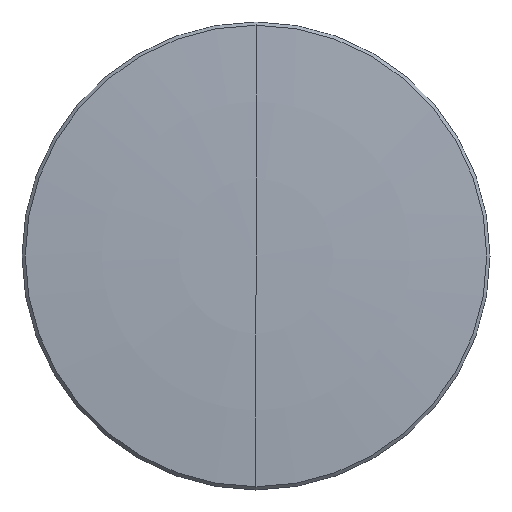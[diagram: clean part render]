
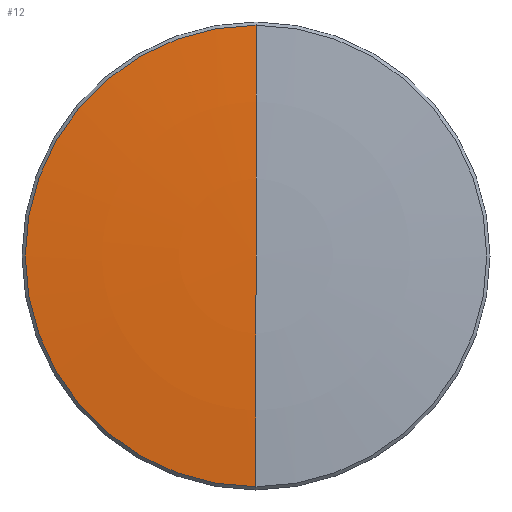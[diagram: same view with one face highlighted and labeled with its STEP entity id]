
A CAD part, left-side view. The second image highlights one B-rep face of the part: STEP entity #12.
In plain terms, the highlighted toroidal (fillet/blend) face has major radius 0.966 mm and minor radius 150 mm.
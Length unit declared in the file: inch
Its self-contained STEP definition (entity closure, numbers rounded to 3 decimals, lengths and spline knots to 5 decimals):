
#12 = ADVANCED_FACE ( 'NONE', ( #75 ), #109, .T. ) ;
#15 = EDGE_CURVE ( 'NONE', #244, #151, #293, .T. ) ;
#31 = DIRECTION ( 'NONE',  ( 0., 0., 1. ) ) ;
#38 = DIRECTION ( 'NONE',  ( 0., 0., -1. ) ) ;
#39 = EDGE_CURVE ( 'NONE', #253, #151, #288, .T. ) ;
#40 = CARTESIAN_POINT ( 'NONE',  ( -0.05146, 0., 0.49304 ) ) ;
#75 = FACE_OUTER_BOUND ( 'NONE', #205, .T. ) ;
#93 = CARTESIAN_POINT ( 'NONE',  ( -0.0689, 0., 0. ) ) ;
#102 = ORIENTED_EDGE ( 'NONE', *, *, #39, .T. ) ;
#109 = TOROIDAL_SURFACE ( 'NONE', #173, 0.03802, 5.90551 ) ;
#112 = ORIENTED_EDGE ( 'NONE', *, *, #285, .T. ) ;
#120 = AXIS2_PLACEMENT_3D ( 'NONE', #138, #170, #268 ) ;
#132 = CARTESIAN_POINT ( 'NONE',  ( -0.05146, 0., -0.49304 ) ) ;
#138 = CARTESIAN_POINT ( 'NONE',  ( -0.05146, 0., 0. ) ) ;
#151 = VERTEX_POINT ( 'NONE', #93 ) ;
#155 = AXIS2_PLACEMENT_3D ( 'NONE', #158, #266, #38 ) ;
#157 = DIRECTION ( 'NONE',  ( -1., 0., 0. ) ) ;
#158 = CARTESIAN_POINT ( 'NONE',  ( 5.83649, 0., 0.03802 ) ) ;
#170 = DIRECTION ( 'NONE',  ( -1., 0., 0. ) ) ;
#173 = AXIS2_PLACEMENT_3D ( 'NONE', #301, #157, #286 ) ;
#188 = ORIENTED_EDGE ( 'NONE', *, *, #15, .F. ) ;
#205 = EDGE_LOOP ( 'NONE', ( #112, #102, #188 ) ) ;
#211 = CARTESIAN_POINT ( 'NONE',  ( 5.83649, 0., -0.03802 ) ) ;
#226 = CIRCLE ( 'NONE', #120, 0.49304 ) ;
#227 = AXIS2_PLACEMENT_3D ( 'NONE', #211, #298, #31 ) ;
#244 = VERTEX_POINT ( 'NONE', #40 ) ;
#253 = VERTEX_POINT ( 'NONE', #132 ) ;
#266 = DIRECTION ( 'NONE',  ( 0., -1., 0. ) ) ;
#268 = DIRECTION ( 'NONE',  ( 0., 0., 1. ) ) ;
#285 = EDGE_CURVE ( 'NONE', #244, #253, #226, .T. ) ;
#286 = DIRECTION ( 'NONE',  ( 0., 0., 1. ) ) ;
#288 = CIRCLE ( 'NONE', #227, 5.90551 ) ;
#293 = CIRCLE ( 'NONE', #155, 5.90551 ) ;
#298 = DIRECTION ( 'NONE',  ( 0., 1., 0. ) ) ;
#301 = CARTESIAN_POINT ( 'NONE',  ( 5.83649, 0., 0. ) ) ;
